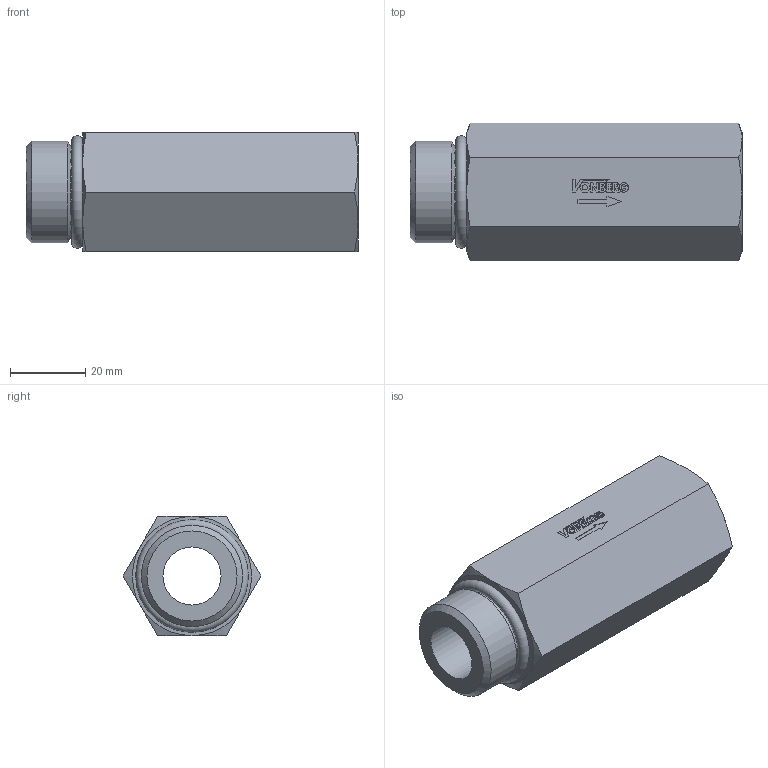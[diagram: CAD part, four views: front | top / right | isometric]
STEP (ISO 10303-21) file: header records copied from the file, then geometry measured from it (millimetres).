
FILE_DESCRIPTION((''),'2;1');
FILE_NAME('15312-812.stp','2015-01-05T11:22:04',('jml'),(''),'Autodesk Inventor 2010','Autodesk Inventor 2010','');
FILE_SCHEMA(('AUTOMOTIVE_DESIGN { 1 0 10303 214 1 1 1 1 }'));
Length unit declared in the file: inch
Products named in the file (3): 15312-812; 221171; 912 O-RING
Assembly tree (2 placements, depth 2):
  15312-812
    221171
    912 O-RING
Bounding box: 88.39 x 36.66 x 31.75 mm (x, y, z)
Volume: 48326.7 mm3; surface area: 16321.8 mm2
Topology: 2 solids, 2 shells, 131 faces, 324 edges, 210 vertices
Faces by surface type: plane 93, cylinder 19, cone 17, torus 2
Full cylindrical faces by diameter (mm): 1.392 x1, 15.469 x1, 24.054 x1, 24.689 x1, 26.975 x1
Entity records: 3954 total; most frequent: CARTESIAN_POINT 703, ORIENTED_EDGE 622, DIRECTION 616, EDGE_CURVE 311, VECTOR 230, LINE 230, VERTEX_POINT 208, AXIS2_PLACEMENT_3D 193
